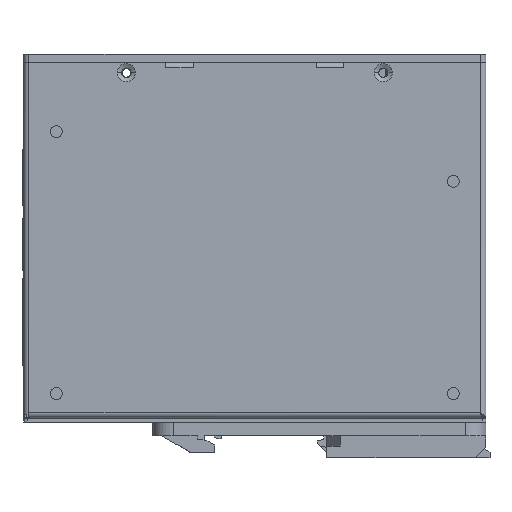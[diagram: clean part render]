
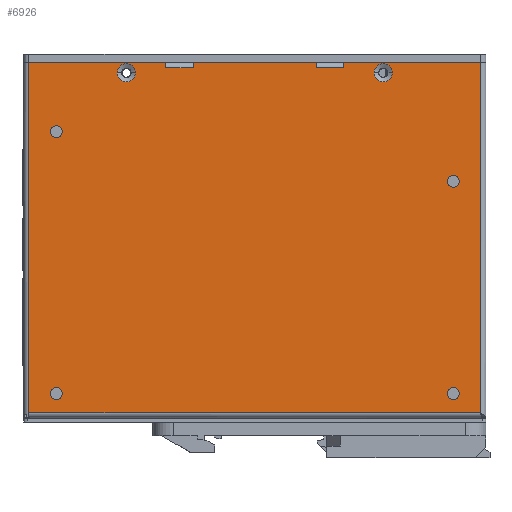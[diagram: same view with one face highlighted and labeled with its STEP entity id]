
A CAD part, front view. The second image highlights one B-rep face of the part: STEP entity #6926.
In plain terms, the highlighted planar face has unit normal (0, -1, 0).
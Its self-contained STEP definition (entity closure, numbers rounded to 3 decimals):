
#4626=DIRECTION('',(0.,0.,-1.));
#4627=VECTOR('',#4626,1.5);
#4628=CARTESIAN_POINT('',(-26.,0.,51.9));
#4629=LINE('',#4628,#4627);
#4630=DIRECTION('',(0.,0.,-1.));
#4631=VECTOR('',#4630,1.5);
#4632=CARTESIAN_POINT('',(18.,0.,51.9));
#4633=LINE('',#4632,#4631);
#4634=CARTESIAN_POINT('',(-58.,0.,-44.8));
#4635=DIRECTION('',(0.,-1.,0.));
#4636=DIRECTION('',(1.,0.,0.));
#4637=AXIS2_PLACEMENT_3D('',#4634,#4635,#4636);
#4639=CARTESIAN_POINT('',(-58.,0.,-44.8));
#4640=DIRECTION('',(0.,-1.,0.));
#4641=DIRECTION('',(-1.,0.,0.));
#4642=AXIS2_PLACEMENT_3D('',#4639,#4640,#4641);
#4644=CARTESIAN_POINT('',(-58.,0.,31.7));
#4645=DIRECTION('',(0.,-1.,0.));
#4646=DIRECTION('',(1.,0.,0.));
#4647=AXIS2_PLACEMENT_3D('',#4644,#4645,#4646);
#4649=CARTESIAN_POINT('',(-58.,0.,31.7));
#4650=DIRECTION('',(0.,-1.,0.));
#4651=DIRECTION('',(-1.,0.,0.));
#4652=AXIS2_PLACEMENT_3D('',#4649,#4650,#4651);
#4654=CARTESIAN_POINT('',(58.,0.,-44.8));
#4655=DIRECTION('',(0.,-1.,0.));
#4656=DIRECTION('',(1.,0.,0.));
#4657=AXIS2_PLACEMENT_3D('',#4654,#4655,#4656);
#4659=CARTESIAN_POINT('',(58.,0.,-44.8));
#4660=DIRECTION('',(0.,-1.,0.));
#4661=DIRECTION('',(-1.,0.,0.));
#4662=AXIS2_PLACEMENT_3D('',#4659,#4660,#4661);
#4664=CARTESIAN_POINT('',(58.,0.,17.2));
#4665=DIRECTION('',(0.,-1.,0.));
#4666=DIRECTION('',(1.,0.,0.));
#4667=AXIS2_PLACEMENT_3D('',#4664,#4665,#4666);
#4669=CARTESIAN_POINT('',(58.,0.,17.2));
#4670=DIRECTION('',(0.,-1.,0.));
#4671=DIRECTION('',(-1.,0.,0.));
#4672=AXIS2_PLACEMENT_3D('',#4669,#4670,#4671);
#4674=CARTESIAN_POINT('',(37.5,0.,48.9));
#4675=DIRECTION('',(0.,-1.,0.));
#4676=DIRECTION('',(1.,0.,0.));
#4677=AXIS2_PLACEMENT_3D('',#4674,#4675,#4676);
#4679=CARTESIAN_POINT('',(37.5,0.,48.9));
#4680=DIRECTION('',(0.,-1.,0.));
#4681=DIRECTION('',(0.,0.,1.));
#4682=AXIS2_PLACEMENT_3D('',#4679,#4680,#4681);
#4684=CARTESIAN_POINT('',(37.5,0.,48.9));
#4685=DIRECTION('',(0.,-1.,0.));
#4686=DIRECTION('',(-1.,0.,0.));
#4687=AXIS2_PLACEMENT_3D('',#4684,#4685,#4686);
#4689=CARTESIAN_POINT('',(37.5,0.,48.9));
#4690=DIRECTION('',(0.,-1.,0.));
#4691=DIRECTION('',(0.,0.,-1.));
#4692=AXIS2_PLACEMENT_3D('',#4689,#4690,#4691);
#4694=CARTESIAN_POINT('',(-37.5,0.,48.9));
#4695=DIRECTION('',(0.,-1.,0.));
#4696=DIRECTION('',(1.,0.,0.));
#4697=AXIS2_PLACEMENT_3D('',#4694,#4695,#4696);
#4699=CARTESIAN_POINT('',(-37.5,0.,48.9));
#4700=DIRECTION('',(0.,-1.,0.));
#4701=DIRECTION('',(0.,0.,1.));
#4702=AXIS2_PLACEMENT_3D('',#4699,#4700,#4701);
#4704=CARTESIAN_POINT('',(-37.5,0.,48.9));
#4705=DIRECTION('',(0.,-1.,0.));
#4706=DIRECTION('',(-1.,0.,0.));
#4707=AXIS2_PLACEMENT_3D('',#4704,#4705,#4706);
#4709=CARTESIAN_POINT('',(-37.5,0.,48.9));
#4710=DIRECTION('',(0.,-1.,0.));
#4711=DIRECTION('',(0.,0.,-1.));
#4712=AXIS2_PLACEMENT_3D('',#4709,#4710,#4711);
#4718=DIRECTION('',(-1.,0.,0.));
#4719=VECTOR('',#4718,40.);
#4720=CARTESIAN_POINT('',(-26.,0.,51.9));
#4721=LINE('',#4720,#4719);
#4858=DIRECTION('',(0.,0.,-1.));
#4859=VECTOR('',#4858,102.3);
#4860=CARTESIAN_POINT('',(-66.,0.,51.9));
#4861=LINE('',#4860,#4859);
#5547=DIRECTION('',(1.,0.,0.));
#5548=VECTOR('',#5547,132.);
#5549=CARTESIAN_POINT('',(-66.,0.,-50.4));
#5550=LINE('',#5549,#5548);
#5589=DIRECTION('',(0.,0.,1.));
#5590=VECTOR('',#5589,102.3);
#5591=CARTESIAN_POINT('',(66.,0.,-50.4));
#5592=LINE('',#5591,#5590);
#5793=DIRECTION('',(-1.,0.,0.));
#5794=VECTOR('',#5793,40.);
#5795=CARTESIAN_POINT('',(66.,0.,51.9));
#5796=LINE('',#5795,#5794);
#5797=DIRECTION('',(0.,0.,-1.));
#5798=VECTOR('',#5797,1.5);
#5799=CARTESIAN_POINT('',(26.,0.,51.9));
#5800=LINE('',#5799,#5798);
#5823=DIRECTION('',(-1.,0.,0.));
#5824=VECTOR('',#5823,8.);
#5825=CARTESIAN_POINT('',(26.,0.,50.4));
#5826=LINE('',#5825,#5824);
#5899=DIRECTION('',(-1.,0.,0.));
#5900=VECTOR('',#5899,36.);
#5901=CARTESIAN_POINT('',(18.,0.,51.9));
#5902=LINE('',#5901,#5900);
#5903=DIRECTION('',(0.,0.,-1.));
#5904=VECTOR('',#5903,1.5);
#5905=CARTESIAN_POINT('',(-18.,0.,51.9));
#5906=LINE('',#5905,#5904);
#5929=DIRECTION('',(-1.,0.,0.));
#5930=VECTOR('',#5929,8.);
#5931=CARTESIAN_POINT('',(-18.,0.,50.4));
#5932=LINE('',#5931,#5930);
#6373=CARTESIAN_POINT('',(-26.,0.,51.9));
#6374=CARTESIAN_POINT('',(-66.,0.,51.9));
#6375=VERTEX_POINT('',#6373);
#6376=VERTEX_POINT('',#6374);
#6377=CARTESIAN_POINT('',(-26.,0.,50.4));
#6378=VERTEX_POINT('',#6377);
#6379=CARTESIAN_POINT('',(-18.,0.,50.4));
#6380=VERTEX_POINT('',#6379);
#6381=CARTESIAN_POINT('',(-18.,0.,51.9));
#6382=VERTEX_POINT('',#6381);
#6383=CARTESIAN_POINT('',(18.,0.,51.9));
#6384=VERTEX_POINT('',#6383);
#6385=CARTESIAN_POINT('',(18.,0.,50.4));
#6386=VERTEX_POINT('',#6385);
#6387=CARTESIAN_POINT('',(26.,0.,50.4));
#6388=VERTEX_POINT('',#6387);
#6389=CARTESIAN_POINT('',(26.,0.,51.9));
#6390=VERTEX_POINT('',#6389);
#6391=CARTESIAN_POINT('',(66.,0.,51.9));
#6392=VERTEX_POINT('',#6391);
#6393=CARTESIAN_POINT('',(66.,0.,-50.4));
#6394=VERTEX_POINT('',#6393);
#6395=CARTESIAN_POINT('',(-66.,0.,-50.4));
#6396=VERTEX_POINT('',#6395);
#6397=CARTESIAN_POINT('',(-56.25,0.,-44.8));
#6398=CARTESIAN_POINT('',(-59.75,0.,-44.8));
#6399=VERTEX_POINT('',#6397);
#6400=VERTEX_POINT('',#6398);
#6401=CARTESIAN_POINT('',(-56.25,0.,31.7));
#6402=CARTESIAN_POINT('',(-59.75,0.,31.7));
#6403=VERTEX_POINT('',#6401);
#6404=VERTEX_POINT('',#6402);
#6405=CARTESIAN_POINT('',(59.75,0.,-44.8));
#6406=CARTESIAN_POINT('',(56.25,0.,-44.8));
#6407=VERTEX_POINT('',#6405);
#6408=VERTEX_POINT('',#6406);
#6409=CARTESIAN_POINT('',(59.75,0.,17.2));
#6410=CARTESIAN_POINT('',(56.25,0.,17.2));
#6411=VERTEX_POINT('',#6409);
#6412=VERTEX_POINT('',#6410);
#6413=CARTESIAN_POINT('',(40.15,0.,48.9));
#6414=CARTESIAN_POINT('',(37.5,0.,51.55));
#6415=VERTEX_POINT('',#6413);
#6416=VERTEX_POINT('',#6414);
#6417=CARTESIAN_POINT('',(34.85,0.,48.9));
#6418=VERTEX_POINT('',#6417);
#6419=CARTESIAN_POINT('',(37.5,0.,46.25));
#6420=VERTEX_POINT('',#6419);
#6421=CARTESIAN_POINT('',(-34.85,0.,48.9));
#6422=CARTESIAN_POINT('',(-37.5,0.,51.55));
#6423=VERTEX_POINT('',#6421);
#6424=VERTEX_POINT('',#6422);
#6425=CARTESIAN_POINT('',(-40.15,0.,48.9));
#6426=VERTEX_POINT('',#6425);
#6427=CARTESIAN_POINT('',(-37.5,0.,46.25));
#6428=VERTEX_POINT('',#6427);
#6851=CARTESIAN_POINT('',(-67.5,0.,-51.9));
#6852=DIRECTION('',(0.,-1.,0.));
#6853=DIRECTION('',(1.,0.,0.));
#6854=AXIS2_PLACEMENT_3D('',#6851,#6852,#6853);
#6855=PLANE('',#6854);
#6857=ORIENTED_EDGE('',*,*,#6856,.F.);
#6859=ORIENTED_EDGE('',*,*,#6858,.T.);
#6861=ORIENTED_EDGE('',*,*,#6860,.F.);
#6863=ORIENTED_EDGE('',*,*,#6862,.F.);
#6865=ORIENTED_EDGE('',*,*,#6864,.F.);
#6867=ORIENTED_EDGE('',*,*,#6866,.T.);
#6869=ORIENTED_EDGE('',*,*,#6868,.F.);
#6871=ORIENTED_EDGE('',*,*,#6870,.F.);
#6873=ORIENTED_EDGE('',*,*,#6872,.F.);
#6875=ORIENTED_EDGE('',*,*,#6874,.F.);
#6877=ORIENTED_EDGE('',*,*,#6876,.F.);
#6879=ORIENTED_EDGE('',*,*,#6878,.F.);
#6880=EDGE_LOOP('',(#6857,#6859,#6861,#6863,#6865,#6867,#6869,#6871,#6873,#6875,
#6877,#6879));
#6881=FACE_OUTER_BOUND('',#6880,.F.);
#6883=ORIENTED_EDGE('',*,*,#6882,.T.);
#6885=ORIENTED_EDGE('',*,*,#6884,.T.);
#6886=EDGE_LOOP('',(#6883,#6885));
#6887=FACE_BOUND('',#6886,.F.);
#6889=ORIENTED_EDGE('',*,*,#6888,.T.);
#6891=ORIENTED_EDGE('',*,*,#6890,.T.);
#6892=EDGE_LOOP('',(#6889,#6891));
#6893=FACE_BOUND('',#6892,.F.);
#6895=ORIENTED_EDGE('',*,*,#6894,.T.);
#6897=ORIENTED_EDGE('',*,*,#6896,.T.);
#6898=EDGE_LOOP('',(#6895,#6897));
#6899=FACE_BOUND('',#6898,.F.);
#6901=ORIENTED_EDGE('',*,*,#6900,.T.);
#6903=ORIENTED_EDGE('',*,*,#6902,.T.);
#6904=EDGE_LOOP('',(#6901,#6903));
#6905=FACE_BOUND('',#6904,.F.);
#6907=ORIENTED_EDGE('',*,*,#6906,.T.);
#6909=ORIENTED_EDGE('',*,*,#6908,.T.);
#6911=ORIENTED_EDGE('',*,*,#6910,.T.);
#6913=ORIENTED_EDGE('',*,*,#6912,.T.);
#6914=EDGE_LOOP('',(#6907,#6909,#6911,#6913));
#6915=FACE_BOUND('',#6914,.F.);
#6917=ORIENTED_EDGE('',*,*,#6916,.T.);
#6919=ORIENTED_EDGE('',*,*,#6918,.T.);
#6921=ORIENTED_EDGE('',*,*,#6920,.T.);
#6923=ORIENTED_EDGE('',*,*,#6922,.T.);
#6924=EDGE_LOOP('',(#6917,#6919,#6921,#6923));
#6925=FACE_BOUND('',#6924,.F.);
#4638=CIRCLE('',#4637,1.75);
#4643=CIRCLE('',#4642,1.75);
#4648=CIRCLE('',#4647,1.75);
#4653=CIRCLE('',#4652,1.75);
#4658=CIRCLE('',#4657,1.75);
#4663=CIRCLE('',#4662,1.75);
#4668=CIRCLE('',#4667,1.75);
#4673=CIRCLE('',#4672,1.75);
#4678=CIRCLE('',#4677,2.65);
#4683=CIRCLE('',#4682,2.65);
#4688=CIRCLE('',#4687,2.65);
#4693=CIRCLE('',#4692,2.65);
#4698=CIRCLE('',#4697,2.65);
#4703=CIRCLE('',#4702,2.65);
#4708=CIRCLE('',#4707,2.65);
#4713=CIRCLE('',#4712,2.65);
#6856=EDGE_CURVE('',#6375,#6376,#4721,.T.);
#6858=EDGE_CURVE('',#6375,#6378,#4629,.T.);
#6860=EDGE_CURVE('',#6380,#6378,#5932,.T.);
#6862=EDGE_CURVE('',#6382,#6380,#5906,.T.);
#6864=EDGE_CURVE('',#6384,#6382,#5902,.T.);
#6866=EDGE_CURVE('',#6384,#6386,#4633,.T.);
#6868=EDGE_CURVE('',#6388,#6386,#5826,.T.);
#6870=EDGE_CURVE('',#6390,#6388,#5800,.T.);
#6872=EDGE_CURVE('',#6392,#6390,#5796,.T.);
#6874=EDGE_CURVE('',#6394,#6392,#5592,.T.);
#6876=EDGE_CURVE('',#6396,#6394,#5550,.T.);
#6878=EDGE_CURVE('',#6376,#6396,#4861,.T.);
#6882=EDGE_CURVE('',#6399,#6400,#4638,.T.);
#6884=EDGE_CURVE('',#6400,#6399,#4643,.T.);
#6888=EDGE_CURVE('',#6403,#6404,#4648,.T.);
#6890=EDGE_CURVE('',#6404,#6403,#4653,.T.);
#6894=EDGE_CURVE('',#6407,#6408,#4658,.T.);
#6896=EDGE_CURVE('',#6408,#6407,#4663,.T.);
#6900=EDGE_CURVE('',#6411,#6412,#4668,.T.);
#6902=EDGE_CURVE('',#6412,#6411,#4673,.T.);
#6906=EDGE_CURVE('',#6415,#6416,#4678,.T.);
#6908=EDGE_CURVE('',#6416,#6418,#4683,.T.);
#6910=EDGE_CURVE('',#6418,#6420,#4688,.T.);
#6912=EDGE_CURVE('',#6420,#6415,#4693,.T.);
#6916=EDGE_CURVE('',#6423,#6424,#4698,.T.);
#6918=EDGE_CURVE('',#6424,#6426,#4703,.T.);
#6920=EDGE_CURVE('',#6426,#6428,#4708,.T.);
#6922=EDGE_CURVE('',#6428,#6423,#4713,.T.);
#6926=ADVANCED_FACE('',(#6881,#6887,#6893,#6899,#6905,#6915,#6925),#6855,.T.);
